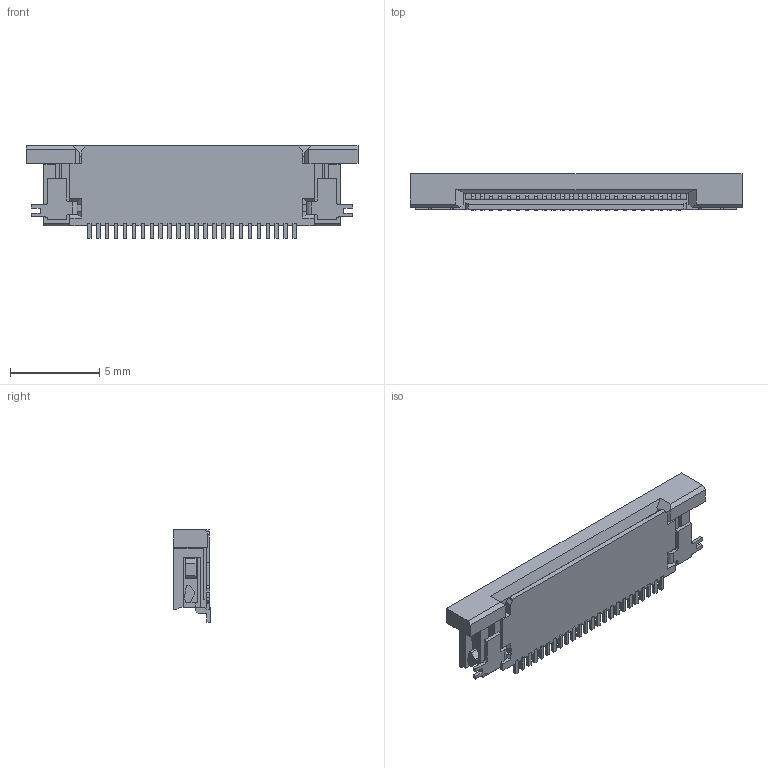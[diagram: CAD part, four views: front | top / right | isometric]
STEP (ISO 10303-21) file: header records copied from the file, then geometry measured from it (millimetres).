
FILE_DESCRIPTION((''),'2;1');
FILE_NAME('524372471','2019-05-28T',('gga'),(''),'PRO/ENGINEER BY PARAMETRIC TECHNOLOGY CORPORATION, 2016010','PRO/ENGINEER BY PARAMETRIC TECHNOLOGY CORPORATION, 2016010','');
FILE_SCHEMA(('CONFIG_CONTROL_DESIGN'));
Length unit declared in the file: millimetre
Products named in the file (1): 524372471
Bounding box: 18.6 x 2.04 x 5.2 mm (x, y, z)
Volume: 125.7 mm3; surface area: 475.4 mm2
Topology: 1 solids, 1 shells, 670 faces, 2115 edges, 1430 vertices
Faces by surface type: plane 606, cylinder 64
Entity records: 22918 total; most frequent: CARTESIAN_POINT 4108, ORIENTED_EDGE 4014, DIRECTION 3587, EDGE_CURVE 2007, VECTOR 1985, LINE 1985, VERTEX_POINT 1322, AXIS2_PLACEMENT_3D 801
